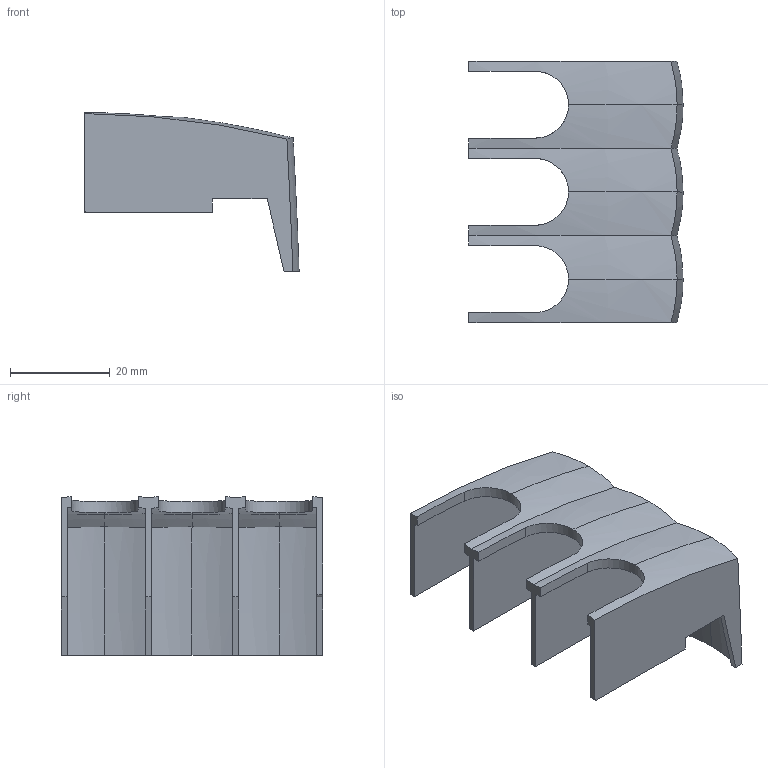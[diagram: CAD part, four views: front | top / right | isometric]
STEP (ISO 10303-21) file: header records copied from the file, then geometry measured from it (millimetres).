
FILE_DESCRIPTION (( 'STEP AP214' ), '1' );
FILE_NAME ('22943009.step', '2016-05-09T12:20:23', ( '' ), ( '' ), 'SwSTEP 2.0', 'SolidWorks 2015', '' );
FILE_SCHEMA (( 'AUTOMOTIVE_DESIGN' ));
Length unit declared in the file: inch
Products named in the file (1): 22943009
Bounding box: 43 x 52.5 x 31.9 mm (x, y, z)
Volume: 6855.9 mm3; surface area: 11546.8 mm2
Topology: 1 solids, 1 shells, 72 faces, 213 edges, 143 vertices
Faces by surface type: plane 35, bspline 30, cylinder 7
Entity records: 3286 total; most frequent: CARTESIAN_POINT 1519, ORIENTED_EDGE 426, DIRECTION 284, EDGE_CURVE 213, VERTEX_POINT 143, AXIS2_PLACEMENT_3D 98, LINE 88, VECTOR 88
